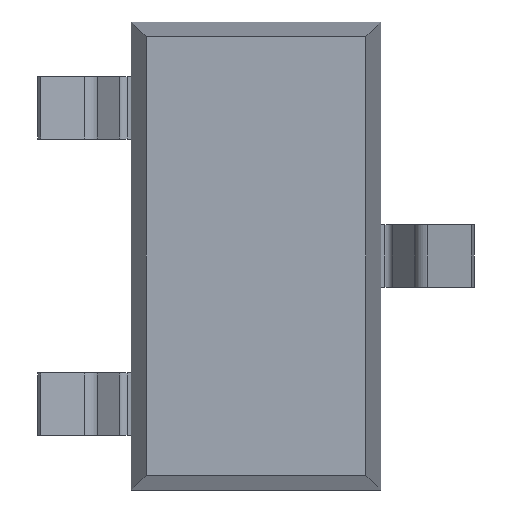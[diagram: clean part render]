
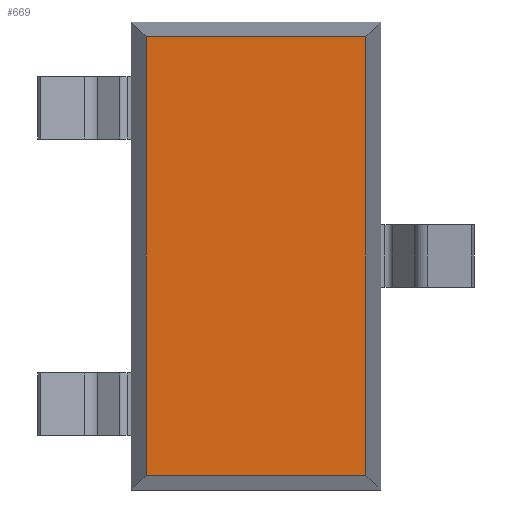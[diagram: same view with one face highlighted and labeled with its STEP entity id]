
A CAD part, front view. The second image highlights one B-rep face of the part: STEP entity #669.
In plain terms, the highlighted planar face has unit normal (0, -1, 0).
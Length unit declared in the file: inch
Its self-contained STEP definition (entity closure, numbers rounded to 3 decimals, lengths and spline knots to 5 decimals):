
#658 = ORIENTED_EDGE ( 'NONE', *, *, #659, .F. ) ;
#659 = EDGE_CURVE ( 'NONE', #674, #680, #1748, .T. ) ;
#669 = ADVANCED_FACE ( 'NONE', ( #1641 ), #1640, .F. ) ;
#670 = EDGE_LOOP ( 'NONE', ( #671, #675, #678, #658 ) ) ;
#671 = ORIENTED_EDGE ( 'NONE', *, *, #672, .F. ) ;
#672 = EDGE_CURVE ( 'NONE', #673, #674, #1638, .T. ) ;
#673 = VERTEX_POINT ( 'NONE', #1631 ) ;
#674 = VERTEX_POINT ( 'NONE', #1630 ) ;
#675 = ORIENTED_EDGE ( 'NONE', *, *, #676, .T. ) ;
#676 = EDGE_CURVE ( 'NONE', #673, #677, #1784, .T. ) ;
#677 = VERTEX_POINT ( 'NONE', #1802 ) ;
#678 = ORIENTED_EDGE ( 'NONE', *, *, #679, .T. ) ;
#679 = EDGE_CURVE ( 'NONE', #677, #680, #1789, .T. ) ;
#680 = VERTEX_POINT ( 'NONE', #1785 ) ;
#1630 = CARTESIAN_POINT ( 'NONE',  ( -0.05921, 0., -0.00378 ) ) ;
#1631 = CARTESIAN_POINT ( 'NONE',  ( -0.05921, 0., -0.11433 ) ) ;
#1632 = DIRECTION ( 'NONE',  ( 0., 0., 1. ) ) ;
#1633 = VECTOR ( 'NONE', #1632, 39.37008 ) ;
#1634 = CARTESIAN_POINT ( 'NONE',  ( -0.05921, 0., -0.11811 ) ) ;
#1635 = DIRECTION ( 'NONE',  ( 0., 0., 1. ) ) ;
#1636 = DIRECTION ( 'NONE',  ( 0., 1., 0. ) ) ;
#1637 = AXIS2_PLACEMENT_3D ( 'NONE', #1639, #1636, #1635 ) ;
#1638 = LINE ( 'NONE', #1634, #1633 ) ;
#1639 = CARTESIAN_POINT ( 'NONE',  ( -0.06299, 0., 0. ) ) ;
#1640 = PLANE ( 'NONE',  #1637 ) ;
#1641 = FACE_OUTER_BOUND ( 'NONE', #670, .T. ) ;
#1683 = DIRECTION ( 'NONE',  ( 1., 0., 0. ) ) ;
#1684 = VECTOR ( 'NONE', #1683, 39.37008 ) ;
#1685 = CARTESIAN_POINT ( 'NONE',  ( -0.0866, 0., -0.00378 ) ) ;
#1748 = LINE ( 'NONE', #1685, #1684 ) ;
#1784 = LINE ( 'NONE', #1805, #1804 ) ;
#1785 = CARTESIAN_POINT ( 'NONE',  ( -0.00378, 0., -0.00378 ) ) ;
#1786 = DIRECTION ( 'NONE',  ( 0., 0., 1. ) ) ;
#1787 = VECTOR ( 'NONE', #1786, 39.37008 ) ;
#1788 = CARTESIAN_POINT ( 'NONE',  ( -0.00378, 0., -0.11811 ) ) ;
#1789 = LINE ( 'NONE', #1788, #1787 ) ;
#1802 = CARTESIAN_POINT ( 'NONE',  ( -0.00378, 0., -0.11433 ) ) ;
#1803 = DIRECTION ( 'NONE',  ( 1., 0., 0. ) ) ;
#1804 = VECTOR ( 'NONE', #1803, 39.37008 ) ;
#1805 = CARTESIAN_POINT ( 'NONE',  ( -0.0866, 0., -0.11433 ) ) ;
